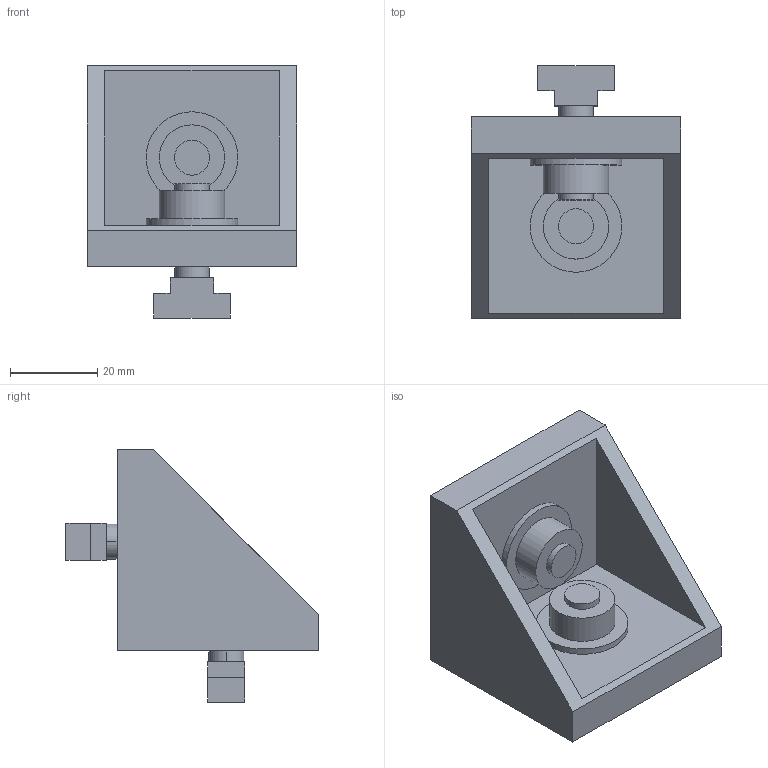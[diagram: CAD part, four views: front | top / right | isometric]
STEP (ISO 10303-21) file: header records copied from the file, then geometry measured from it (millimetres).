
FILE_DESCRIPTION(('STEP AP214'),'1');
FILE_NAME('cctmp_FB4C2F4C-C443-4E0F-9D73-D06B31B91652_2020_2_11_17_18_19_556..stp','2020-02-11T16:18:19',('Bosch Rexroth AG'),('CADClick - www.CADClick.com'),'Spatial InterOp 3D',' ','unknown authorization - (Healing Option Enabled)');
FILE_SCHEMA(('AUTOMOTIVE_DESIGN'));
Length unit declared in the file: millimetre
Products named in the file (1): 1
Bounding box: 48 x 57.7 x 57.7 mm (x, y, z)
Volume: 48613.5 mm3; surface area: 14938.7 mm2
Topology: 1 solids, 1 shells, 53 faces, 122 edges, 82 vertices
Faces by surface type: plane 37, cylinder 16
Entity records: 1954 total; most frequent: DIRECTION 264, CARTESIAN_POINT 258, ORIENTED_EDGE 244, EDGE_CURVE 122, AXIS2_PLACEMENT_3D 88, LINE 88, VECTOR 88, VERTEX_POINT 82
